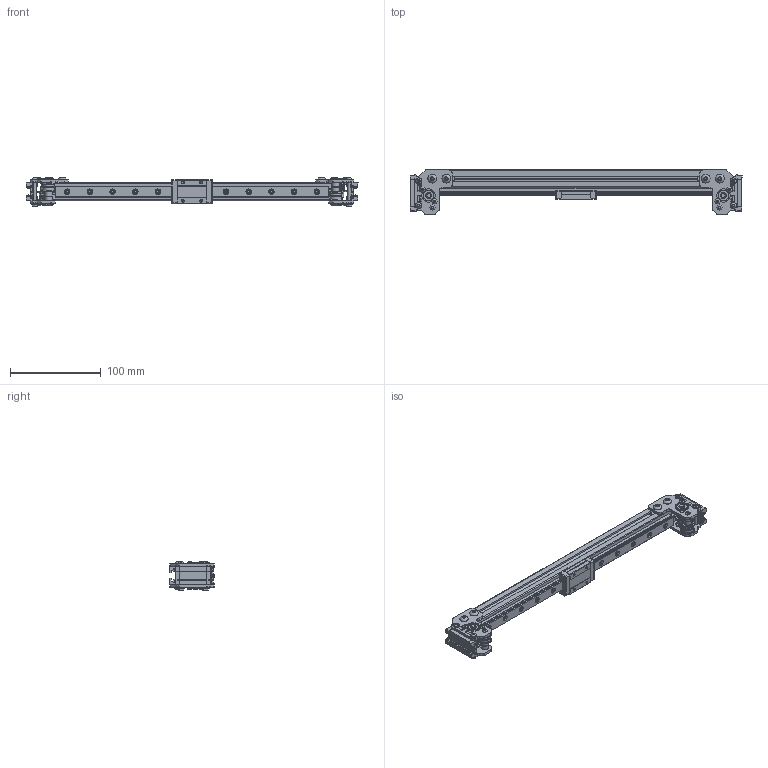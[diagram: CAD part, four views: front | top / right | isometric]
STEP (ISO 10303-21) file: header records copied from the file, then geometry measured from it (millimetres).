
FILE_DESCRIPTION(/* description */ ('','CAx-IF Rec.Pracs.---Representation and Presentation of Product Manufacturing Information (PMI)---4.0---2014-10-13'),/* implementation_level */ '2;1');
FILE_NAME(/* name */ '_5_Sheet_metal_6mm_2WD_X_axis.step',/* time_stamp */ '2025-01-28T16:47:23+01:00',/* author */ (''),/* organization */ (''),/* preprocessor_version */ 'ST-DEVELOPER v20',/* originating_system */ 'Autodesk Translation Framework v13.20.0.188',/* authorisation */ '');
FILE_SCHEMA (('AP242_MANAGED_MODEL_BASED_3D_ENGINEERING_MIM_LF { 1 0 10303 442 1 1 4 }'));
Length unit declared in the file: millimetre
Products named in the file (34): _5_Sheet_metal_6mm_2WD_X_axis; _Sheet_metal_6mm_2WD_right_XY_joint; _Sheet_metal_6mm_right_XY_joint_hardware; _Sheet_metal_6mm_2WD_XY_joint_motion; _GT2_20T_6mm_pulley_de-hubbed; _Sheet_metal_6mm_2WD_left_XY_joint; Sheet_metal_XY_joint_a_3-3.2mm; Sheet_metal_6mm_XY_joint_c_3-3.2mm; _Sheet_metal_6mm_2WD_XY_joint_motion_1; _MGN9H; _GT2_20T_6mm_pulley_de-hubbed_1; GT2 20T 6mm pulley de-hubbed; M4x2.5 set screw; F695 flanged bearing; M3xD5x20 threaded round standoff; D5x30 smooth pin; Shim 1mm; Shim 0.2mm; Di=5mm L0=5mm compression spring; M5xD8x5 spacer; Shim 0.5mm; _Sheet_metal_6mm_left_XY_joint_hardware; M3x30 BHCS; M3 hex nut; M3x4 BHCS; M5x8 BHCS; M3 washer; M3x6 BHCS; Sheet_metal_XY_joint_b_3-3.2mm; _HFSB5-2020-330; M5 2020 drop-in T-nut; _MGN12 rail - 300mm; _M3x8 SHCS; _MGN12H
Assembly tree (113 placements, depth 5):
  _5_Sheet_metal_6mm_2WD_X_axis
    _Sheet_metal_6mm_2WD_right_XY_joint
      _Sheet_metal_6mm_right_XY_joint_hardware
        M3x30 BHCS  x2
        M3 washer  x4
        M3x4 BHCS  x4
        M3 hex nut  x2
        M3x6 BHCS  x6
        M5x8 BHCS  x3
      _Sheet_metal_6mm_2WD_XY_joint_motion
        _MGN9H
        _GT2_20T_6mm_pulley_de-hubbed
          GT2 20T 6mm pulley de-hubbed
          M4x2.5 set screw  x2
        F695 flanged bearing  x4
        M3xD5x20 threaded round standoff
        D5x30 smooth pin
        Shim 1mm
        Shim 0.5mm  x3
        Shim 0.2mm
        Di=5mm L0=5mm compression spring
        M5xD8x5 spacer  x2
      Sheet_metal_XY_joint_a_3-3.2mm
      Sheet_metal_XY_joint_b_3-3.2mm
      Sheet_metal_6mm_XY_joint_c_3-3.2mm
    _Sheet_metal_6mm_2WD_left_XY_joint
      Sheet_metal_XY_joint_a_3-3.2mm
      Sheet_metal_6mm_XY_joint_c_3-3.2mm
      _Sheet_metal_6mm_2WD_XY_joint_motion_1
        _MGN9H
        _GT2_20T_6mm_pulley_de-hubbed_1
          GT2 20T 6mm pulley de-hubbed
          M4x2.5 set screw  x2
        F695 flanged bearing  x4
        M3xD5x20 threaded round standoff
        D5x30 smooth pin
        Shim 1mm
        Shim 0.5mm  x3
        Shim 0.2mm
        Di=5mm L0=5mm compression spring
        M5xD8x5 spacer  x2
      _Sheet_metal_6mm_left_XY_joint_hardware
        M3x30 BHCS  x2
        M3 hex nut  x2
        M3x6 BHCS  x6
        M3x4 BHCS  x4
        M5x8 BHCS  x3
        M3 washer  x4
      Sheet_metal_XY_joint_b_3-3.2mm
    _HFSB5-2020-330
      M5 2020 drop-in T-nut  x6
      _MGN12 rail - 300mm
        _M3x8 SHCS  x12
      _MGN12H
Bounding box: 366 x 49.24 x 32.15 mm (x, y, z)
Volume: 136145 mm3; surface area: 124567.3 mm2
Topology: 129 solids, 129 shells, 3067 faces, 7299 edges, 4644 vertices
Faces by surface type: plane 1593, cylinder 910, cone 488, sphere 42, torus 20, bspline 14
Full cylindrical faces by diameter (mm): 1.288 x10, 2.459 x8, 2.5 x8, 2.529 x2, 2.603 x8, 3 x56, 3.1 x20, 3.2 x8, 3.5 x12, 4.2 x15, 5 x34, 5.5 x12, 5.7 x24, 6 x12, 6.5 x16, 7 x8, 8 x14, 9.5 x6, 10 x2, 11.5 x16, 13 x8, 13.03 x4, 15 x8, 16 x4
Entity records: 40705 total; most frequent: CARTESIAN_POINT 7864, DIRECTION 6981, ORIENTED_EDGE 6420, EDGE_CURVE 3210, AXIS2_PLACEMENT_3D 2490, VERTEX_POINT 2105, LINE 2001, VECTOR 2001
